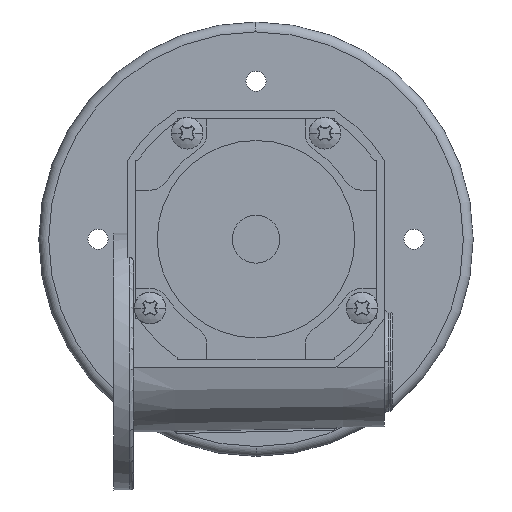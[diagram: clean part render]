
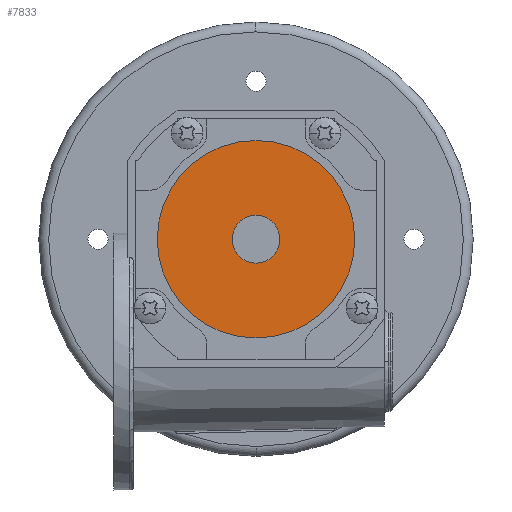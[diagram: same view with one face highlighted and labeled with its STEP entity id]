
A CAD part, left-side view. The second image highlights one B-rep face of the part: STEP entity #7833.
In plain terms, the highlighted planar face has unit normal (-1, 0, 0).
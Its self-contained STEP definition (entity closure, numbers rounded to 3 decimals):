
#6804=CARTESIAN_POINT('POINT1721',(-98.5,-6.05,
   0.));
#6805=VERTEX_POINT('VERTEX1721',#6804);
#6813=CARTESIAN_POINT('POINT1722',(-98.5,6.05,
   0.));
#6814=VERTEX_POINT('VERTEX1722',#6813);
#6821=CARTESIAN_POINT('POS2654',(-98.5,0.,0.));
#6822=DIRECTION('DIR4215',(1.,0.,0.));
#6823=DIRECTION('DIR4216',(0.,-1.,0.));
#6824=AXIS2_PLACEMENT_3D('AXIS1562',#6821,#6822,#6823);
#6825=CIRCLE('ELLIPSE822',#6824,6.05);
#6826=EDGE_CURVE('EDGE2658',#6805,#6814,#6825,.T.);
#6837=EDGE_CURVE('EDGE2659',#6814,#6805,#6825,.T.);
#7809=ORIENTED_EDGE('COEDGE5441',*,*,#6837,.T.);
#7810=ORIENTED_EDGE('COEDGE5442',*,*,#6826,.T.);
#7811=EDGE_LOOP('NONE',(#7809,#7810));
#7812=FACE_BOUND('LOOP1',#7811,.T.);
#7813=CARTESIAN_POINT('POINT1775',(-98.5,25.,0.));
#7814=VERTEX_POINT('VERTEX1775',#7813);
#7815=CARTESIAN_POINT('POINT1776',(-98.5,-25.,
   0.));
#7816=VERTEX_POINT('VERTEX1776',#7815);
#7817=CARTESIAN_POINT('POS2727',(-98.5,0.,0.));
#7818=DIRECTION('DIR4339',(1.,0.,0.));
#7819=DIRECTION('DIR4340',(0.,1.,0.));
#7820=AXIS2_PLACEMENT_3D('AXIS1613',#7817,#7818,#7819);
#7821=CIRCLE('ELLIPSE850',#7820,25.);
#7822=EDGE_CURVE('EDGE2744',#7814,#7816,#7821,.T.);
#7823=ORIENTED_EDGE('COEDGE5443',*,*,#7822,.F.);
#7824=EDGE_CURVE('EDGE2745',#7816,#7814,#7821,.T.);
#7825=ORIENTED_EDGE('COEDGE5444',*,*,#7824,.F.);
#7826=EDGE_LOOP('NONE',(#7823,#7825));
#7827=FACE_BOUND('LOOP1',#7826,.T.);
#7828=CARTESIAN_POINT('POS2728',(-98.5,0.,0.));
#7829=DIRECTION('DIR4341',(-1.,0.,0.));
#7830=DIRECTION('DIR4342',(0.,1.,0.));
#7831=AXIS2_PLACEMENT_3D('AXIS1614',#7828,#7829,#7830);
#7832=PLANE('PLANE344',#7831);
#7833=ADVANCED_FACE('FACE1045',(#7812,#7827),#7832,.T.);
